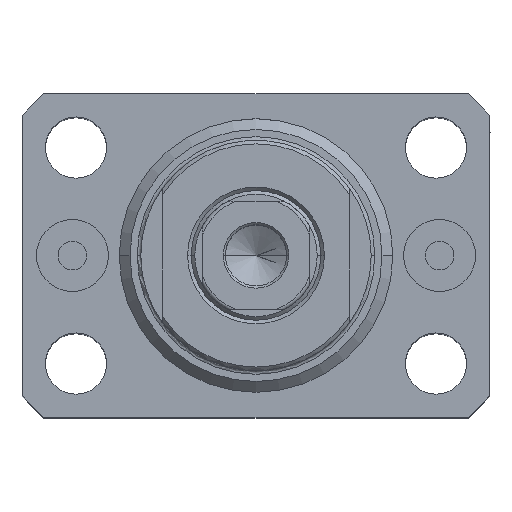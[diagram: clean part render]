
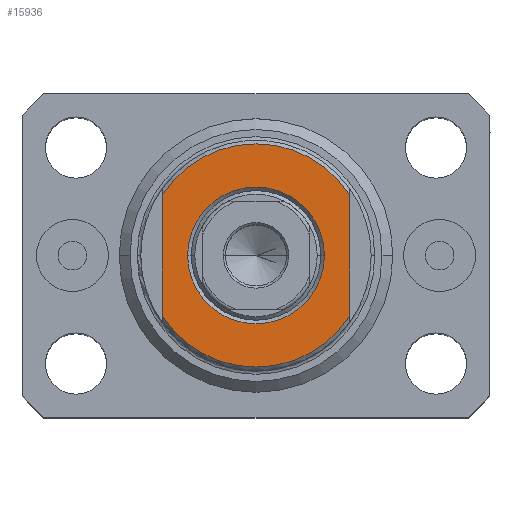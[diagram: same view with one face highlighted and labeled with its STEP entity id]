
A CAD part, top view. The second image highlights one B-rep face of the part: STEP entity #15936.
In plain terms, the highlighted face is planar.
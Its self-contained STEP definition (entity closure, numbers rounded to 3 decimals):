
#1257 = EDGE_CURVE ( 'NONE', #8148, #10605, #10990, .T. ) ;
#1711 = ORIENTED_EDGE ( 'NONE', *, *, #4035, .T. ) ;
#2418 = DIRECTION ( 'NONE',  ( -1., 0., 0. ) ) ;
#3452 = FACE_BOUND ( 'NONE', #29799, .T. ) ;
#3514 = CARTESIAN_POINT ( 'NONE',  ( 0., 0., -6.5 ) ) ;
#4035 = EDGE_CURVE ( 'NONE', #40265, #19173, #33280, .T. ) ;
#4308 = EDGE_LOOP ( 'NONE', ( #1711, #4664, #13966, #34135 ) ) ;
#4664 = ORIENTED_EDGE ( 'NONE', *, *, #31873, .T. ) ;
#4906 = AXIS2_PLACEMENT_3D ( 'NONE', #36332, #26211, #5554 ) ;
#5554 = DIRECTION ( 'NONE',  ( -1., 0., 0. ) ) ;
#5962 = LINE ( 'NONE', #40572, #31926 ) ;
#8021 = VERTEX_POINT ( 'NONE', #30041 ) ;
#8148 = VERTEX_POINT ( 'NONE', #15129 ) ;
#9057 = LINE ( 'NONE', #18949, #19665 ) ;
#9594 = CARTESIAN_POINT ( 'NONE',  ( 0., 0., -6.5 ) ) ;
#10605 = VERTEX_POINT ( 'NONE', #21935 ) ;
#10693 = CARTESIAN_POINT ( 'NONE',  ( 13., 8.441, -6.5 ) ) ;
#10990 = CIRCLE ( 'NONE', #28225, 9.5 ) ;
#13437 = AXIS2_PLACEMENT_3D ( 'NONE', #17153, #34681, #31551 ) ;
#13966 = ORIENTED_EDGE ( 'NONE', *, *, #44405, .T. ) ;
#15129 = CARTESIAN_POINT ( 'NONE',  ( 9.5, 0., -6.5 ) ) ;
#15589 = DIRECTION ( 'NONE',  ( 0., -1., 0. ) ) ;
#15936 = ADVANCED_FACE ( 'NONE', ( #3452, #24123 ), #27954, .T. ) ;
#15943 = ORIENTED_EDGE ( 'NONE', *, *, #1257, .T. ) ;
#15967 = CARTESIAN_POINT ( 'NONE',  ( -13., 8.441, -6.5 ) ) ;
#17153 = CARTESIAN_POINT ( 'NONE',  ( 0., 0., -6.5 ) ) ;
#17858 = AXIS2_PLACEMENT_3D ( 'NONE', #3514, #30928, #23511 ) ;
#18194 = ORIENTED_EDGE ( 'NONE', *, *, #42246, .T. ) ;
#18481 = DIRECTION ( 'NONE',  ( -1., 0., 0. ) ) ;
#18601 = CIRCLE ( 'NONE', #17858, 15.5 ) ;
#18949 = CARTESIAN_POINT ( 'NONE',  ( -13., -43.081, -6.5 ) ) ;
#19173 = VERTEX_POINT ( 'NONE', #10693 ) ;
#19665 = VECTOR ( 'NONE', #15589, 1000. ) ;
#21935 = CARTESIAN_POINT ( 'NONE',  ( -9.5, 0., -6.5 ) ) ;
#23511 = DIRECTION ( 'NONE',  ( -1., 0., 0. ) ) ;
#23817 = VERTEX_POINT ( 'NONE', #39098 ) ;
#24123 = FACE_OUTER_BOUND ( 'NONE', #4308, .T. ) ;
#24269 = CIRCLE ( 'NONE', #4906, 9.5 ) ;
#26211 = DIRECTION ( 'NONE',  ( 0., 0., 1. ) ) ;
#27954 = PLANE ( 'NONE',  #13437 ) ;
#28225 = AXIS2_PLACEMENT_3D ( 'NONE', #9594, #33212, #2418 ) ;
#29044 = DIRECTION ( 'NONE',  ( 0., 0., -1. ) ) ;
#29799 = EDGE_LOOP ( 'NONE', ( #18194, #15943 ) ) ;
#30015 = DIRECTION ( 'NONE',  ( 0., -1., 0. ) ) ;
#30041 = CARTESIAN_POINT ( 'NONE',  ( -13., -8.441, -6.5 ) ) ;
#30757 = EDGE_CURVE ( 'NONE', #40265, #8021, #9057, .T. ) ;
#30928 = DIRECTION ( 'NONE',  ( 0., 0., -1. ) ) ;
#31551 = DIRECTION ( 'NONE',  ( -1., 0., 0. ) ) ;
#31873 = EDGE_CURVE ( 'NONE', #19173, #23817, #5962, .T. ) ;
#31926 = VECTOR ( 'NONE', #30015, 1000. ) ;
#33212 = DIRECTION ( 'NONE',  ( 0., 0., 1. ) ) ;
#33280 = CIRCLE ( 'NONE', #39044, 15.5 ) ;
#34135 = ORIENTED_EDGE ( 'NONE', *, *, #30757, .F. ) ;
#34681 = DIRECTION ( 'NONE',  ( 0., 0., -1. ) ) ;
#35789 = CARTESIAN_POINT ( 'NONE',  ( 0., 0., -6.5 ) ) ;
#36332 = CARTESIAN_POINT ( 'NONE',  ( 0., 0., -6.5 ) ) ;
#39044 = AXIS2_PLACEMENT_3D ( 'NONE', #35789, #29044, #18481 ) ;
#39098 = CARTESIAN_POINT ( 'NONE',  ( 13., -8.441, -6.5 ) ) ;
#40265 = VERTEX_POINT ( 'NONE', #15967 ) ;
#40572 = CARTESIAN_POINT ( 'NONE',  ( 13., -43.081, -6.5 ) ) ;
#42246 = EDGE_CURVE ( 'NONE', #10605, #8148, #24269, .T. ) ;
#44405 = EDGE_CURVE ( 'NONE', #23817, #8021, #18601, .T. ) ;
